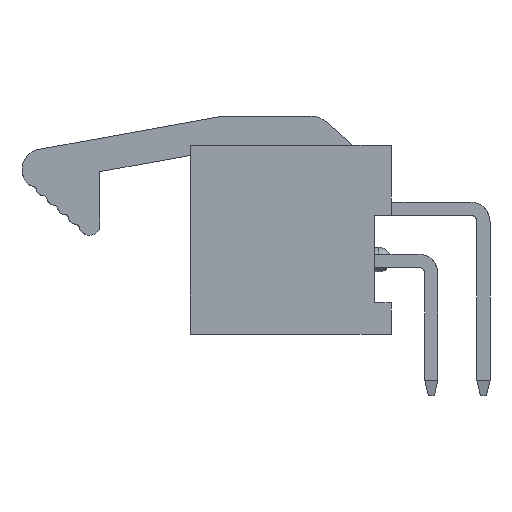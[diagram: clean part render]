
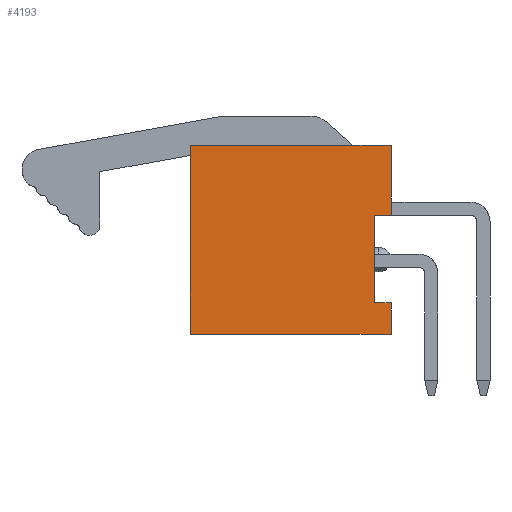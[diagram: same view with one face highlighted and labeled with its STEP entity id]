
A CAD part, left-side view. The second image highlights one B-rep face of the part: STEP entity #4193.
In plain terms, the highlighted planar face has unit normal (-1, 0, 0).
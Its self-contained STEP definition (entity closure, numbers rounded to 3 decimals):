
#4075=CARTESIAN_POINT('',(-19.05,-4.9,-4.85));
#4076=VERTEX_POINT('',#4075);
#4086=CARTESIAN_POINT('',(-19.05,4.9,-4.85));
#4087=VERTEX_POINT('',#4086);
#4088=CARTESIAN_POINT('',(-19.05,-4.9,-4.85));
#4089=CARTESIAN_POINT('',(-19.05,-2.94,-4.85));
#4090=CARTESIAN_POINT('',(-19.05,-0.98,-4.85));
#4091=CARTESIAN_POINT('',(-19.05,0.98,-4.85));
#4092=CARTESIAN_POINT('',(-19.05,2.94,-4.85));
#4093=CARTESIAN_POINT('',(-19.05,4.9,-4.85));
#4094=B_SPLINE_CURVE_WITH_KNOTS('',5,(#4088,#4089,#4090,#4091,#4092,#4093),.UNSPECIFIED.,.F.,.U.,(6,6),(0.,9.8),.UNSPECIFIED.);
#4095=EDGE_CURVE('',#4076,#4087,#4094,.T.);
#4110=CARTESIAN_POINT('',(-19.05,0.,-0.25));
#4111=DIRECTION('',(0.,-1.,0.));
#4112=DIRECTION('',(-1.,0.,0.));
#4113=AXIS2_PLACEMENT_3D('',#4110,#4112,#4111);
#4114=PLANE('',#4113);
#4115=CARTESIAN_POINT('',(-19.05,-4.1,0.95));
#4116=VERTEX_POINT('',#4115);
#4117=CARTESIAN_POINT('',(-19.05,-4.9,0.95));
#4118=VERTEX_POINT('',#4117);
#4119=CARTESIAN_POINT('',(-19.05,-4.1,0.95));
#4120=CARTESIAN_POINT('',(-19.05,-4.26,0.95));
#4121=CARTESIAN_POINT('',(-19.05,-4.42,0.95));
#4122=CARTESIAN_POINT('',(-19.05,-4.58,0.95));
#4123=CARTESIAN_POINT('',(-19.05,-4.74,0.95));
#4124=CARTESIAN_POINT('',(-19.05,-4.9,0.95));
#4125=B_SPLINE_CURVE_WITH_KNOTS('',5,(#4119,#4120,#4121,#4122,#4123,#4124),.UNSPECIFIED.,.F.,.U.,(6,6),(0.,0.8),.UNSPECIFIED.);
#4126=EDGE_CURVE('',#4116,#4118,#4125,.T.);
#4127=ORIENTED_EDGE('',*,*,#4126,.T.);
#4128=CARTESIAN_POINT('',(-19.05,-4.9,4.35));
#4129=VERTEX_POINT('',#4128);
#4130=CARTESIAN_POINT('',(-19.05,-4.9,0.95));
#4131=CARTESIAN_POINT('',(-19.05,-4.9,1.63));
#4132=CARTESIAN_POINT('',(-19.05,-4.9,2.31));
#4133=CARTESIAN_POINT('',(-19.05,-4.9,2.99));
#4134=CARTESIAN_POINT('',(-19.05,-4.9,3.67));
#4135=CARTESIAN_POINT('',(-19.05,-4.9,4.35));
#4136=B_SPLINE_CURVE_WITH_KNOTS('',5,(#4130,#4131,#4132,#4133,#4134,#4135),.UNSPECIFIED.,.F.,.U.,(6,6),(0.,3.4),.UNSPECIFIED.);
#4137=EDGE_CURVE('',#4118,#4129,#4136,.T.);
#4138=ORIENTED_EDGE('',*,*,#4137,.T.);
#4139=CARTESIAN_POINT('',(-19.05,4.9,4.35));
#4140=VERTEX_POINT('',#4139);
#4141=CARTESIAN_POINT('',(-19.05,-4.9,4.35));
#4142=CARTESIAN_POINT('',(-19.05,-2.94,4.35));
#4143=CARTESIAN_POINT('',(-19.05,-0.98,4.35));
#4144=CARTESIAN_POINT('',(-19.05,0.98,4.35));
#4145=CARTESIAN_POINT('',(-19.05,2.94,4.35));
#4146=CARTESIAN_POINT('',(-19.05,4.9,4.35));
#4147=B_SPLINE_CURVE_WITH_KNOTS('',5,(#4141,#4142,#4143,#4144,#4145,#4146),.UNSPECIFIED.,.F.,.U.,(6,6),(0.,9.8),.UNSPECIFIED.);
#4148=EDGE_CURVE('',#4129,#4140,#4147,.T.);
#4149=ORIENTED_EDGE('',*,*,#4148,.T.);
#4150=CARTESIAN_POINT('',(-19.05,4.9,-4.85));
#4151=CARTESIAN_POINT('',(-19.05,4.9,-3.01));
#4152=CARTESIAN_POINT('',(-19.05,4.9,-1.17));
#4153=CARTESIAN_POINT('',(-19.05,4.9,0.67));
#4154=CARTESIAN_POINT('',(-19.05,4.9,2.51));
#4155=CARTESIAN_POINT('',(-19.05,4.9,4.35));
#4156=B_SPLINE_CURVE_WITH_KNOTS('',5,(#4150,#4151,#4152,#4153,#4154,#4155),.UNSPECIFIED.,.F.,.U.,(6,6),(0.,9.2),.UNSPECIFIED.);
#4157=EDGE_CURVE('',#4087,#4140,#4156,.T.);
#4158=ORIENTED_EDGE('',*,*,#4157,.F.);
#4159=ORIENTED_EDGE('',*,*,#4095,.F.);
#4160=CARTESIAN_POINT('',(-19.05,-4.9,-3.33));
#4161=VERTEX_POINT('',#4160);
#4162=CARTESIAN_POINT('',(-19.05,-4.9,-4.85));
#4163=CARTESIAN_POINT('',(-19.05,-4.9,-4.546));
#4164=CARTESIAN_POINT('',(-19.05,-4.9,-4.242));
#4165=CARTESIAN_POINT('',(-19.05,-4.9,-3.938));
#4166=CARTESIAN_POINT('',(-19.05,-4.9,-3.634));
#4167=CARTESIAN_POINT('',(-19.05,-4.9,-3.33));
#4168=B_SPLINE_CURVE_WITH_KNOTS('',5,(#4162,#4163,#4164,#4165,#4166,#4167),.UNSPECIFIED.,.F.,.U.,(6,6),(0.,1.52),.UNSPECIFIED.);
#4169=EDGE_CURVE('',#4076,#4161,#4168,.T.);
#4170=ORIENTED_EDGE('',*,*,#4169,.T.);
#4171=CARTESIAN_POINT('',(-19.05,-4.1,-3.33));
#4172=VERTEX_POINT('',#4171);
#4173=CARTESIAN_POINT('',(-19.05,-4.9,-3.33));
#4174=CARTESIAN_POINT('',(-19.05,-4.74,-3.33));
#4175=CARTESIAN_POINT('',(-19.05,-4.58,-3.33));
#4176=CARTESIAN_POINT('',(-19.05,-4.42,-3.33));
#4177=CARTESIAN_POINT('',(-19.05,-4.26,-3.33));
#4178=CARTESIAN_POINT('',(-19.05,-4.1,-3.33));
#4179=B_SPLINE_CURVE_WITH_KNOTS('',5,(#4173,#4174,#4175,#4176,#4177,#4178),.UNSPECIFIED.,.F.,.U.,(6,6),(0.,0.8),.UNSPECIFIED.);
#4180=EDGE_CURVE('',#4161,#4172,#4179,.T.);
#4181=ORIENTED_EDGE('',*,*,#4180,.T.);
#4182=CARTESIAN_POINT('',(-19.05,-4.1,-3.33));
#4183=CARTESIAN_POINT('',(-19.05,-4.1,-2.474));
#4184=CARTESIAN_POINT('',(-19.05,-4.1,-1.618));
#4185=CARTESIAN_POINT('',(-19.05,-4.1,-0.762));
#4186=CARTESIAN_POINT('',(-19.05,-4.1,0.094));
#4187=CARTESIAN_POINT('',(-19.05,-4.1,0.95));
#4188=B_SPLINE_CURVE_WITH_KNOTS('',5,(#4182,#4183,#4184,#4185,#4186,#4187),.UNSPECIFIED.,.F.,.U.,(6,6),(0.,4.28),.UNSPECIFIED.);
#4189=EDGE_CURVE('',#4172,#4116,#4188,.T.);
#4190=ORIENTED_EDGE('',*,*,#4189,.T.);
#4191=EDGE_LOOP('',(#4127,#4138,#4149,#4158,#4159,#4170,#4181,#4190));
#4192=FACE_OUTER_BOUND('',#4191,.T.);
#4193=ADVANCED_FACE('',(#4192),#4114,.T.);
